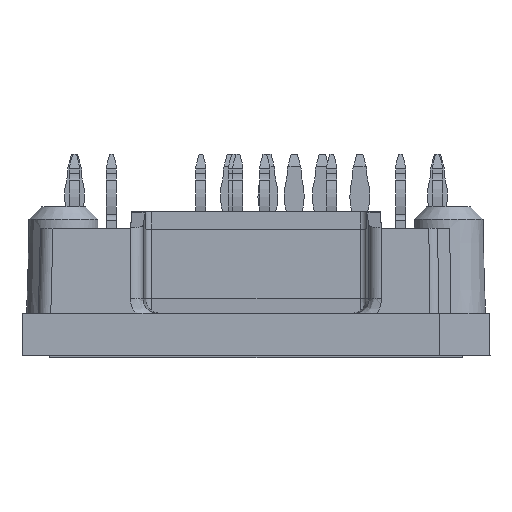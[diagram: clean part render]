
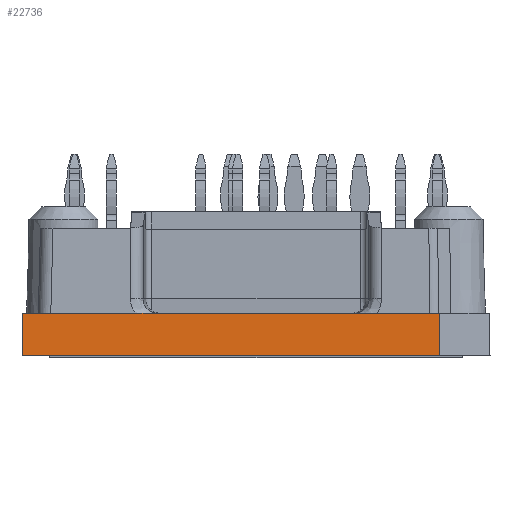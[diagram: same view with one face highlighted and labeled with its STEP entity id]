
A CAD part, left-side view. The second image highlights one B-rep face of the part: STEP entity #22736.
In plain terms, the highlighted planar face has unit normal (-1, 0, 0.018).
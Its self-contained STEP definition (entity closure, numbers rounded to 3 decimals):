
#1154=ORIENTED_EDGE('',*,*,#6080,.T.);
#1155=ORIENTED_EDGE('',*,*,#6081,.F.);
#1156=ORIENTED_EDGE('',*,*,#6078,.T.);
#1157=ORIENTED_EDGE('',*,*,#6031,.T.);
#6031=EDGE_CURVE('',#8491,#8495,#10125,.F.);
#6078=EDGE_CURVE('',#8536,#8491,#10164,.T.);
#6080=EDGE_CURVE('',#8495,#8537,#10166,.F.);
#6081=EDGE_CURVE('',#8536,#8537,#10167,.F.);
#8491=VERTEX_POINT('',#30314);
#8495=VERTEX_POINT('',#30322);
#8536=VERTEX_POINT('',#30418);
#8537=VERTEX_POINT('',#30422);
#10125=LINE('',#30323,#11953);
#10164=LINE('',#30417,#11992);
#10166=LINE('',#30421,#11994);
#10167=LINE('',#30423,#11995);
#11953=VECTOR('',#25340,1000.);
#11992=VECTOR('',#25409,1000.);
#11994=VECTOR('',#25413,1000.);
#11995=VECTOR('',#25414,1000.);
#13726=EDGE_LOOP('',(#1154,#1155,#1156,#1157));
#14738=FACE_BOUND('',#13726,.T.);
#15738=PLANE('',#23685);
#22736=ADVANCED_FACE('',(#14738),#15738,.T.);
#23685=AXIS2_PLACEMENT_3D('',#30420,#25411,#25412);
#25340=DIRECTION('',(0.,1.,0.));
#25409=DIRECTION('',(-0.017,0.017,-1.));
#25411=DIRECTION('',(-1.,0.,0.017));
#25412=DIRECTION('',(0.017,0.,1.));
#25413=DIRECTION('',(-0.017,-0.007,-1.));
#25414=DIRECTION('',(0.,1.,0.));
#30314=CARTESIAN_POINT('',(-41.,18.7,0.));
#30322=CARTESIAN_POINT('',(-41.,-14.7,0.));
#30323=CARTESIAN_POINT('',(-41.,0.,0.));
#30417=CARTESIAN_POINT('',(-40.994,18.694,0.326));
#30418=CARTESIAN_POINT('',(-40.941,18.641,3.4));
#30420=CARTESIAN_POINT('',(-41.,0.,0.));
#30421=CARTESIAN_POINT('',(-40.998,-14.699,0.134));
#30422=CARTESIAN_POINT('',(-40.941,-14.675,3.4));
#30423=CARTESIAN_POINT('',(-40.941,0.,3.4));
